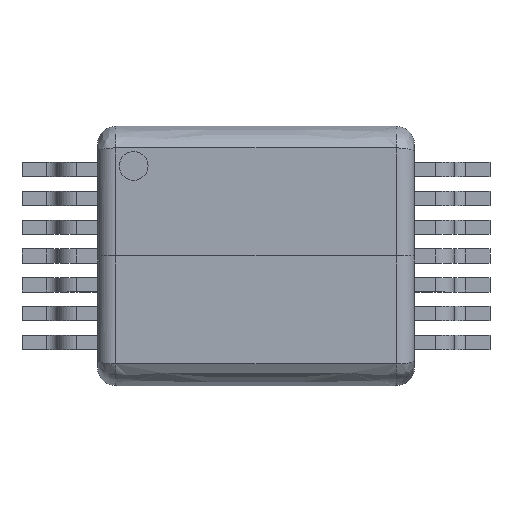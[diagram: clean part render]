
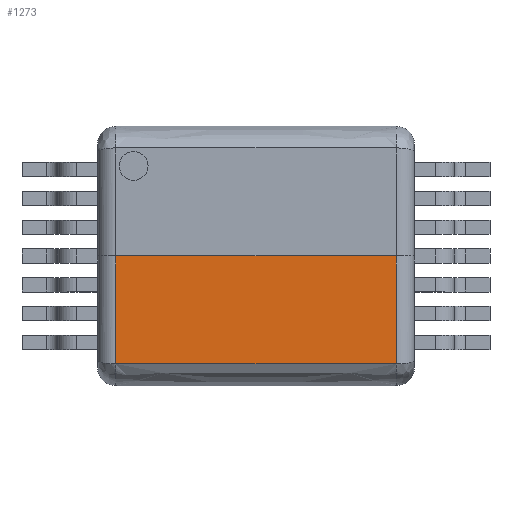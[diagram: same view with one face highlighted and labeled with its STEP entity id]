
A CAD part, top view. The second image highlights one B-rep face of the part: STEP entity #1273.
In plain terms, the highlighted planar face has unit normal (0, 0, 1).
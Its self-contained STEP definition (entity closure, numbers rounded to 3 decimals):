
#569 = VERTEX_POINT('',#570);
#570 = CARTESIAN_POINT('',(1.95,-1.5,1.2));
#620 = EDGE_CURVE('',#621,#569,#623,.T.);
#621 = VERTEX_POINT('',#622);
#622 = CARTESIAN_POINT('',(-1.95,-1.5,1.2));
#623 = LINE('',#624,#625);
#624 = CARTESIAN_POINT('',(-2.2,-1.5,1.2));
#625 = VECTOR('',#626,1.);
#626 = DIRECTION('',(1.,0.,0.));
#1273 = ADVANCED_FACE('',(#1274),#1299,.T.);
#1274 = FACE_BOUND('',#1275,.T.);
#1275 = EDGE_LOOP('',(#1276,#1277,#1285,#1293));
#1276 = ORIENTED_EDGE('',*,*,#620,.T.);
#1277 = ORIENTED_EDGE('',*,*,#1278,.F.);
#1278 = EDGE_CURVE('',#1279,#569,#1281,.T.);
#1279 = VERTEX_POINT('',#1280);
#1280 = CARTESIAN_POINT('',(1.95,0.,1.2));
#1281 = LINE('',#1282,#1283);
#1282 = CARTESIAN_POINT('',(1.95,0.,1.2));
#1283 = VECTOR('',#1284,1.);
#1284 = DIRECTION('',(0.,-1.,-0.));
#1285 = ORIENTED_EDGE('',*,*,#1286,.F.);
#1286 = EDGE_CURVE('',#1287,#1279,#1289,.T.);
#1287 = VERTEX_POINT('',#1288);
#1288 = CARTESIAN_POINT('',(-1.95,0.,1.2));
#1289 = LINE('',#1290,#1291);
#1290 = CARTESIAN_POINT('',(-2.2,0.,1.2));
#1291 = VECTOR('',#1292,1.);
#1292 = DIRECTION('',(1.,0.,0.));
#1293 = ORIENTED_EDGE('',*,*,#1294,.F.);
#1294 = EDGE_CURVE('',#621,#1287,#1295,.T.);
#1295 = LINE('',#1296,#1297);
#1296 = CARTESIAN_POINT('',(-1.95,-1.5,1.2));
#1297 = VECTOR('',#1298,1.);
#1298 = DIRECTION('',(0.,1.,0.));
#1299 = PLANE('',#1300);
#1300 = AXIS2_PLACEMENT_3D('',#1301,#1302,#1303);
#1301 = CARTESIAN_POINT('',(-2.2,-1.5,1.2));
#1302 = DIRECTION('',(0.,0.,1.));
#1303 = DIRECTION('',(0.,1.,0.));
